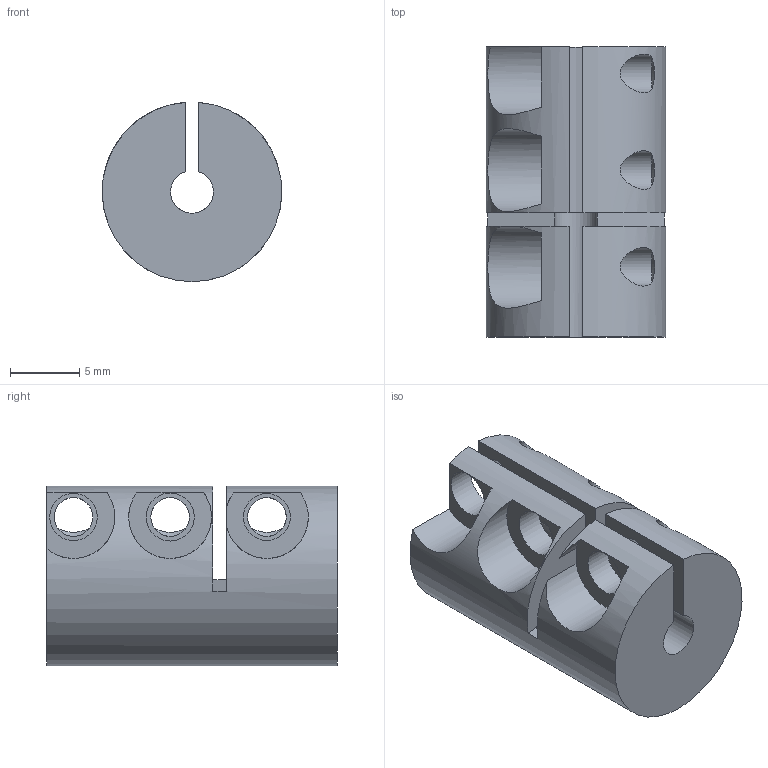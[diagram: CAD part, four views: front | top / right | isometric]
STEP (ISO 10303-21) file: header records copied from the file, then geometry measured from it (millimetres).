
FILE_DESCRIPTION(/* description */ (''),/* implementation_level */ '2;1');
FILE_NAME(/* name */ '00_Motorcoupling_5mm_M3_clamped.ipt.step',/* time_stamp */ '2022-11-29T07:45:50+01:00',/* author */ ('diederichbenedict'),/* organization */ (''),/* preprocessor_version */ 'ST-DEVELOPER v18.1',/* originating_system */ 'Autodesk Inventor 2022',/* authorisation */ '');
FILE_SCHEMA (('AUTOMOTIVE_DESIGN { 1 0 10303 214 3 1 1 }'));
Length unit declared in the file: millimetre
Products named in the file (1): 00_Motorcoupling_5mm_M3_clamped
Bounding box: 13 x 21 x 12.98 mm (x, y, z)
Volume: 2012.4 mm3; surface area: 1751.1 mm2
Topology: 1 solids, 1 shells, 32 faces, 87 edges, 57 vertices
Faces by surface type: plane 16, cylinder 13, cone 3
Full cylindrical faces by diameter (mm): 2.8 x3, 3.388 x1, 3.433 x1, 3.476 x1
Entity records: 1266 total; most frequent: CARTESIAN_POINT 384, ORIENTED_EDGE 174, DIRECTION 173, EDGE_CURVE 87, AXIS2_PLACEMENT_3D 66, VERTEX_POINT 57, EDGE_LOOP 44, LINE 41
